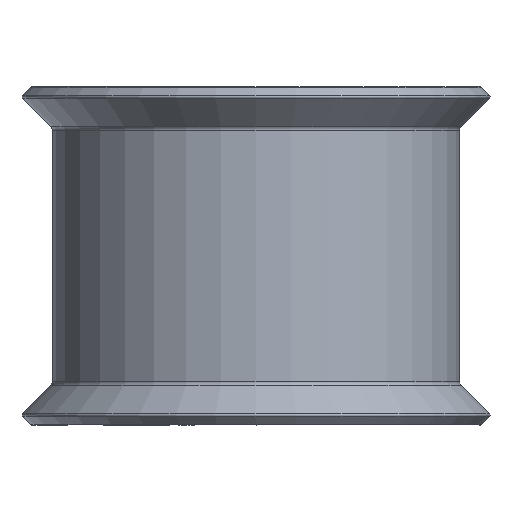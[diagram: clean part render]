
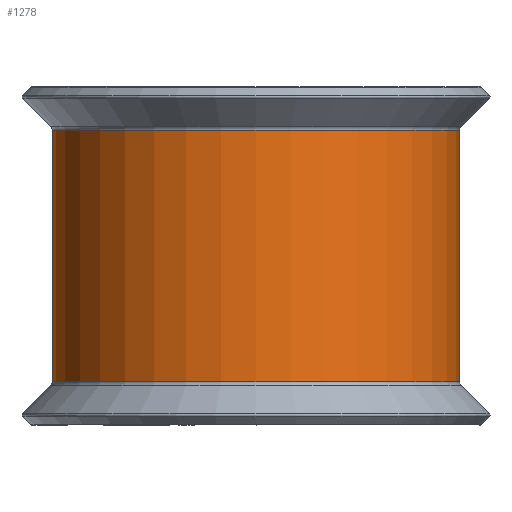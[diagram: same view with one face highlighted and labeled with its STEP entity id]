
A CAD part, front view. The second image highlights one B-rep face of the part: STEP entity #1278.
In plain terms, the highlighted cylindrical face has radius 8.572 mm (diameter 17.145 mm), a partial arc.
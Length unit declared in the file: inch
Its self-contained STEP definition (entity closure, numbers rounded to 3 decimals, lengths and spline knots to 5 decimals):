
#25 = CARTESIAN_POINT ( 'NONE',  ( -0.025, -0.719, 0.281 ) ) ;
#121 = VECTOR ( 'NONE', #1478, 39.37008 ) ;
#156 = EDGE_CURVE ( 'NONE', #2311, #1489, #2851, .T. ) ;
#166 = CARTESIAN_POINT ( 'NONE',  ( 0.3125, -0.719, 0.281 ) ) ;
#189 = VERTEX_POINT ( 'NONE', #2862 ) ;
#204 = CARTESIAN_POINT ( 'NONE',  ( 0.3125, -0.719, -0.20822 ) ) ;
#209 = CARTESIAN_POINT ( 'NONE',  ( 0.3125, -0.719, 0.20822 ) ) ;
#234 = EDGE_LOOP ( 'NONE', ( #2602, #532, #2852, #635 ) ) ;
#244 = VECTOR ( 'NONE', #1773, 39.37008 ) ;
#317 = AXIS2_PLACEMENT_3D ( 'NONE', #204, #1935, #487 ) ;
#459 = CARTESIAN_POINT ( 'NONE',  ( -0.025, -0.719, 0.20822 ) ) ;
#487 = DIRECTION ( 'NONE',  ( -1., 0., 0. ) ) ;
#488 = DIRECTION ( 'NONE',  ( -1., 0., 0. ) ) ;
#532 = ORIENTED_EDGE ( 'NONE', *, *, #3017, .F. ) ;
#635 = ORIENTED_EDGE ( 'NONE', *, *, #156, .T. ) ;
#704 = LINE ( 'NONE', #25, #244 ) ;
#763 = FACE_OUTER_BOUND ( 'NONE', #234, .T. ) ;
#1278 = ADVANCED_FACE ( 'NONE', ( #763 ), #1968, .T. ) ;
#1295 = EDGE_CURVE ( 'NONE', #1489, #189, #704, .T. ) ;
#1428 = AXIS2_PLACEMENT_3D ( 'NONE', #166, #3048, #1664 ) ;
#1478 = DIRECTION ( 'NONE',  ( 0., 0., -1. ) ) ;
#1489 = VERTEX_POINT ( 'NONE', #459 ) ;
#1552 = EDGE_CURVE ( 'NONE', #2311, #2225, #2000, .T. ) ;
#1664 = DIRECTION ( 'NONE',  ( -1., 0., 0. ) ) ;
#1705 = CARTESIAN_POINT ( 'NONE',  ( 0.3125, -0.3815, 0.281 ) ) ;
#1721 = CARTESIAN_POINT ( 'NONE',  ( 0.3125, -0.3815, 0.20822 ) ) ;
#1773 = DIRECTION ( 'NONE',  ( 0., 0., -1. ) ) ;
#1935 = DIRECTION ( 'NONE',  ( 0., 0., -1. ) ) ;
#1936 = DIRECTION ( 'NONE',  ( 0., 0., -1. ) ) ;
#1968 = CYLINDRICAL_SURFACE ( 'NONE', #1428, 0.3375 ) ;
#2000 = LINE ( 'NONE', #1705, #121 ) ;
#2154 = CARTESIAN_POINT ( 'NONE',  ( 0.3125, -0.3815, -0.20822 ) ) ;
#2205 = AXIS2_PLACEMENT_3D ( 'NONE', #209, #1936, #488 ) ;
#2225 = VERTEX_POINT ( 'NONE', #2154 ) ;
#2253 = CIRCLE ( 'NONE', #317, 0.3375 ) ;
#2311 = VERTEX_POINT ( 'NONE', #1721 ) ;
#2602 = ORIENTED_EDGE ( 'NONE', *, *, #1295, .T. ) ;
#2851 = CIRCLE ( 'NONE', #2205, 0.3375 ) ;
#2852 = ORIENTED_EDGE ( 'NONE', *, *, #1552, .F. ) ;
#2862 = CARTESIAN_POINT ( 'NONE',  ( -0.025, -0.719, -0.20822 ) ) ;
#3017 = EDGE_CURVE ( 'NONE', #2225, #189, #2253, .T. ) ;
#3048 = DIRECTION ( 'NONE',  ( 0., 0., -1. ) ) ;
